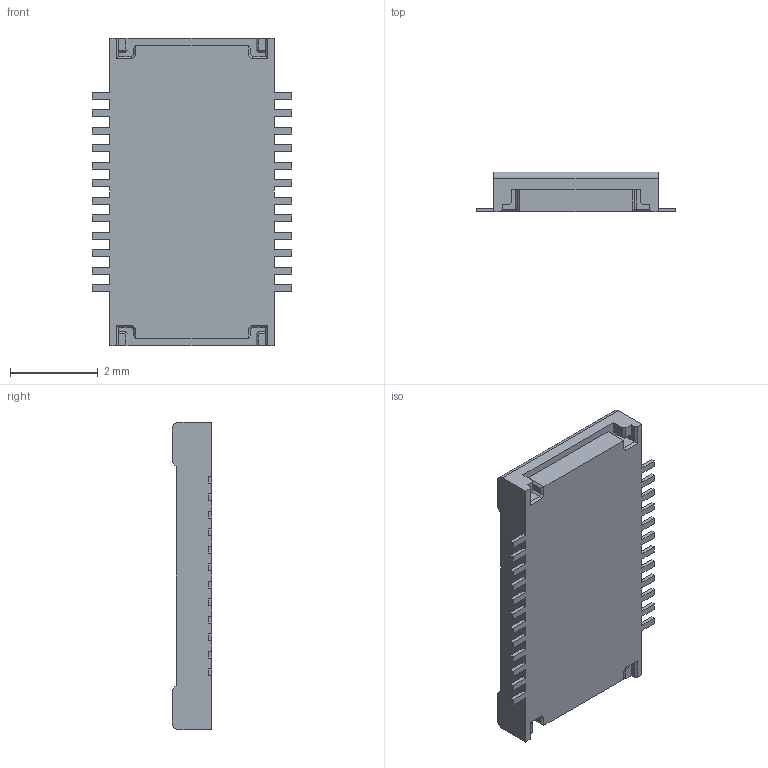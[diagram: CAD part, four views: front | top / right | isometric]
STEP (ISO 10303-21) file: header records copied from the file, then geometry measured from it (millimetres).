
FILE_DESCRIPTION(('OneSpaceDesigner STEP Export'),'2;1');
FILE_NAME('DF30FC-24DS-0.4V.stp','2007-03-26T13:33:23',(''),(''),'OneSpace Designer STEP processor (Jan. 2003) for AP214(CD)(Solid Model)','OneSpace Designer 12.00 10-Sep-2003 (C) CoCreate Software GmbH','');
FILE_SCHEMA(('AUTOMOTIVE_DESIGN_CC2 {1 2 10303 214 -1 1 5 1}'));
Length unit declared in the file: millimetre
Products named in the file (1): DF30FC-24DS-0.4V
Bounding box: 4.56 x 0.9 x 7.02 mm (x, y, z)
Volume: 15.1 mm3; surface area: 96.3 mm2
Topology: 1 solids, 1 shells, 521 faces, 1518 edges, 1000 vertices
Faces by surface type: plane 447, cylinder 74
Entity records: 16764 total; most frequent: ORIENTED_EDGE 3036, CARTESIAN_POINT 2964, DIRECTION 2632, EDGE_CURVE 1518, VECTOR 1296, LINE 1296, VERTEX_POINT 1000, AXIS2_PLACEMENT_3D 668
